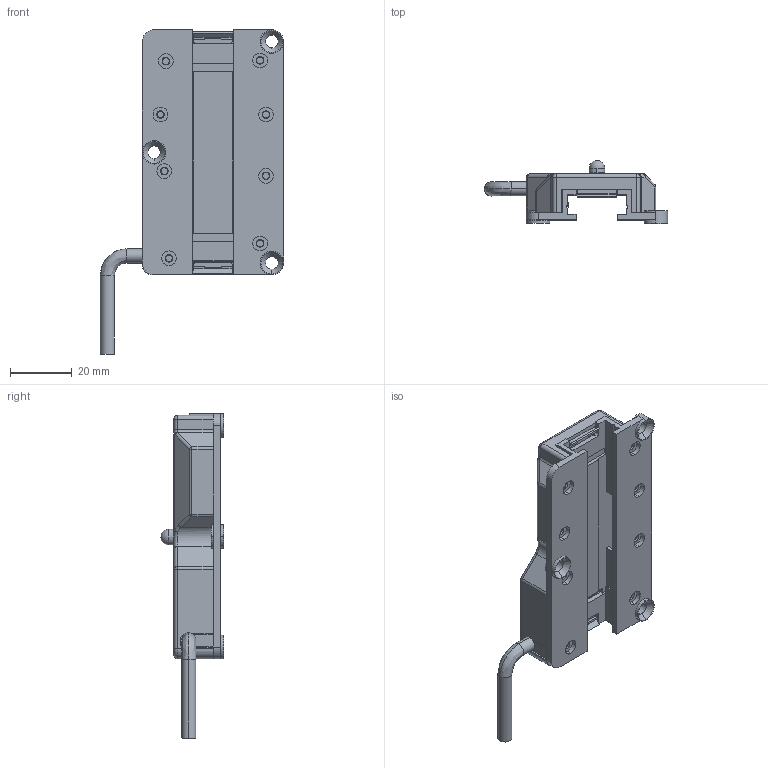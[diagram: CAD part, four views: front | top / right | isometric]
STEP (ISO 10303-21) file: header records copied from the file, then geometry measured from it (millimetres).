
FILE_DESCRIPTION (( 'STEP AP214' ), '1' );
FILE_NAME ('701-1500-xxx Absolute Encoder.STEP', '2019-10-16T19:25:32', ( '' ), ( '' ), 'SwSTEP 2.0', 'SolidWorks 2019', '' );
FILE_SCHEMA (( 'AUTOMOTIVE_DESIGN' ));
Length unit declared in the file: inch
Products named in the file (7): 100-2001-100 ABS Readhead bearing_with bottom holes CS; 100-2000-100 ABS Readhead Housing; 700-3000-100 ABS PWB; Round Cable; 100-1027-001 Ground Clip; 100-3002-001 Readhead wiper; 701-1500-xxx Absolute Encoder
Assembly tree (7 placements, depth 2):
  701-1500-xxx Absolute Encoder
    100-2000-100 ABS Readhead Housing
    100-1027-001 Ground Clip
    700-3000-100 ABS PWB
    100-2001-100 ABS Readhead bearing_with bottom holes CS
    100-3002-001 Readhead wiper  x2
    Round Cable
Bounding box: 59.3 x 20.38 x 104.94 mm (x, y, z)
Volume: 21326.4 mm3; surface area: 25712.5 mm2
Topology: 7 solids, 7 shells, 704 faces, 1816 edges, 1139 vertices
Faces by surface type: plane 344, cylinder 269, bspline 33, torus 28, sphere 18, cone 12
Entity records: 21904 total; most frequent: CARTESIAN_POINT 4294, DIRECTION 3447, ORIENTED_EDGE 3432, EDGE_CURVE 1716, AXIS2_PLACEMENT_3D 1181, LINE 1085, VECTOR 1085, VERTEX_POINT 1081
